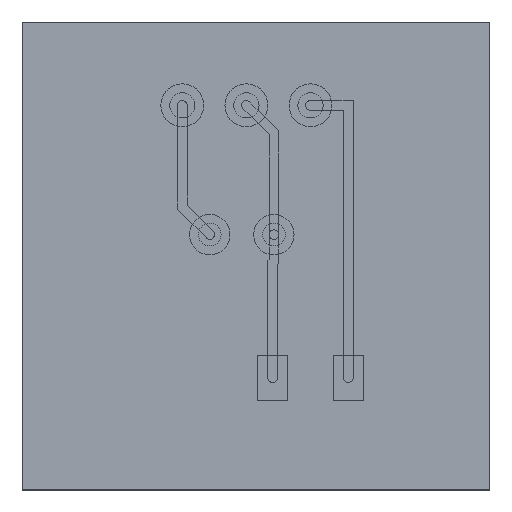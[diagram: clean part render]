
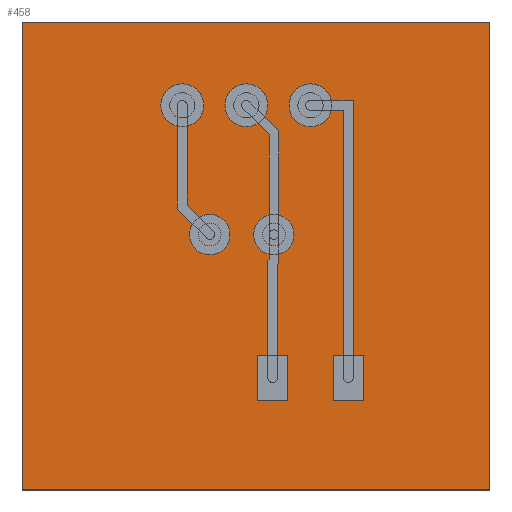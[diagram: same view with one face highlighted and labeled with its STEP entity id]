
A CAD part, top view. The second image highlights one B-rep face of the part: STEP entity #458.
In plain terms, the highlighted planar face has unit normal (0, 0, 1).
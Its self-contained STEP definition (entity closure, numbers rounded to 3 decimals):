
#108=CIRCLE($,#344,0.5);
#109=CIRCLE($,#345,0.5);
#112=CIRCLE($,#350,0.5);
#113=CIRCLE($,#351,0.5);
#116=CIRCLE($,#356,0.5);
#117=CIRCLE($,#357,0.5);
#120=CIRCLE($,#362,0.45);
#121=CIRCLE($,#363,0.45);
#124=CIRCLE($,#368,0.45);
#125=CIRCLE($,#369,0.45);
#268=FACE_OUTER_BOUND($,#303,.F.);
#274=FACE_OUTER_BOUND($,#309,.T.);
#278=FACE_OUTER_BOUND($,#313,.T.);
#282=FACE_OUTER_BOUND($,#317,.T.);
#286=FACE_OUTER_BOUND($,#321,.T.);
#290=FACE_OUTER_BOUND($,#325,.T.);
#303=EDGE_LOOP($,(#483,#484,#485,#486));
#309=EDGE_LOOP($,(#507,#508));
#313=EDGE_LOOP($,(#519,#520));
#317=EDGE_LOOP($,(#531,#532));
#321=EDGE_LOOP($,(#543,#544));
#325=EDGE_LOOP($,(#555,#556));
#338=AXIS2_PLACEMENT_3D($,#1099,#1016,$);
#344=AXIS2_PLACEMENT_3D($,#1111,#1016,$);
#345=AXIS2_PLACEMENT_3D($,#1112,#1016,$);
#350=AXIS2_PLACEMENT_3D($,#1123,#1016,$);
#351=AXIS2_PLACEMENT_3D($,#1124,#1016,$);
#356=AXIS2_PLACEMENT_3D($,#1135,#1016,$);
#357=AXIS2_PLACEMENT_3D($,#1136,#1016,$);
#362=AXIS2_PLACEMENT_3D($,#1147,#1016,$);
#363=AXIS2_PLACEMENT_3D($,#1148,#1016,$);
#368=AXIS2_PLACEMENT_3D($,#1159,#1016,$);
#369=AXIS2_PLACEMENT_3D($,#1160,#1016,$);
#443=PLANE($,#338);
#458=ADVANCED_FACE($,(#268,#274,#278,#282,#286,#290),#443,.T.);
#483=ORIENTED_EDGE($,*,*,#605,.T.);
#484=ORIENTED_EDGE($,*,*,#606,.T.);
#485=ORIENTED_EDGE($,*,*,#607,.T.);
#486=ORIENTED_EDGE($,*,*,#608,.T.);
#507=ORIENTED_EDGE($,*,*,#618,.T.);
#508=ORIENTED_EDGE($,*,*,#619,.T.);
#519=ORIENTED_EDGE($,*,*,#625,.T.);
#520=ORIENTED_EDGE($,*,*,#626,.T.);
#531=ORIENTED_EDGE($,*,*,#632,.T.);
#532=ORIENTED_EDGE($,*,*,#633,.T.);
#543=ORIENTED_EDGE($,*,*,#639,.T.);
#544=ORIENTED_EDGE($,*,*,#640,.T.);
#555=ORIENTED_EDGE($,*,*,#646,.T.);
#556=ORIENTED_EDGE($,*,*,#647,.T.);
#605=EDGE_CURVE($,#791,#792,#741,.T.);
#606=EDGE_CURVE($,#792,#793,#742,.T.);
#607=EDGE_CURVE($,#793,#794,#743,.T.);
#608=EDGE_CURVE($,#794,#791,#744,.T.);
#618=EDGE_CURVE($,#801,#802,#108,.F.);
#619=EDGE_CURVE($,#802,#801,#109,.F.);
#625=EDGE_CURVE($,#807,#808,#112,.F.);
#626=EDGE_CURVE($,#808,#807,#113,.F.);
#632=EDGE_CURVE($,#813,#814,#116,.F.);
#633=EDGE_CURVE($,#814,#813,#117,.F.);
#639=EDGE_CURVE($,#819,#820,#120,.F.);
#640=EDGE_CURVE($,#820,#819,#121,.F.);
#646=EDGE_CURVE($,#825,#826,#124,.F.);
#647=EDGE_CURVE($,#826,#825,#125,.F.);
#691=VECTOR($,#1019,18.542);
#692=VECTOR($,#1020,18.542);
#693=VECTOR($,#1021,18.542);
#694=VECTOR($,#1022,18.542);
#741=LINE($,#1098,#691);
#742=LINE($,#1099,#692);
#743=LINE($,#1100,#693);
#744=LINE($,#1101,#694);
#791=VERTEX_POINT($,#1098);
#792=VERTEX_POINT($,#1099);
#793=VERTEX_POINT($,#1100);
#794=VERTEX_POINT($,#1101);
#801=VERTEX_POINT($,#1108);
#802=VERTEX_POINT($,#1109);
#807=VERTEX_POINT($,#1120);
#808=VERTEX_POINT($,#1121);
#813=VERTEX_POINT($,#1132);
#814=VERTEX_POINT($,#1133);
#819=VERTEX_POINT($,#1144);
#820=VERTEX_POINT($,#1145);
#825=VERTEX_POINT($,#1156);
#826=VERTEX_POINT($,#1157);
#1016=DIRECTION($,(0.,0.,1.));
#1019=DIRECTION($,(0.,1.,0.));
#1020=DIRECTION($,(1.,0.,0.));
#1021=DIRECTION($,(0.,-1.,0.));
#1022=DIRECTION($,(-1.,0.,0.));
#1098=CARTESIAN_POINT('',(0.,0.,0.));
#1099=CARTESIAN_POINT('',(0.,18.542,0.));
#1100=CARTESIAN_POINT('',(18.542,18.542,0.));
#1101=CARTESIAN_POINT('',(18.542,0.,0.));
#1108=CARTESIAN_POINT('',(6.85,15.24,0.));
#1109=CARTESIAN_POINT('',(5.85,15.24,0.));
#1111=CARTESIAN_POINT('',(6.35,15.24,0.));
#1112=CARTESIAN_POINT('',(6.35,15.24,0.));
#1120=CARTESIAN_POINT('',(9.39,15.24,0.));
#1121=CARTESIAN_POINT('',(8.39,15.24,0.));
#1123=CARTESIAN_POINT('',(8.89,15.24,0.));
#1124=CARTESIAN_POINT('',(8.89,15.24,0.));
#1132=CARTESIAN_POINT('',(11.93,15.24,0.));
#1133=CARTESIAN_POINT('',(10.93,15.24,0.));
#1135=CARTESIAN_POINT('',(11.43,15.24,0.));
#1136=CARTESIAN_POINT('',(11.43,15.24,0.));
#1144=CARTESIAN_POINT('',(10.43,10.12,0.));
#1145=CARTESIAN_POINT('',(9.53,10.12,0.));
#1147=CARTESIAN_POINT('',(9.98,10.12,0.));
#1148=CARTESIAN_POINT('',(9.98,10.12,0.));
#1156=CARTESIAN_POINT('',(7.89,10.12,0.));
#1157=CARTESIAN_POINT('',(6.99,10.12,0.));
#1159=CARTESIAN_POINT('',(7.44,10.12,0.));
#1160=CARTESIAN_POINT('',(7.44,10.12,0.));
